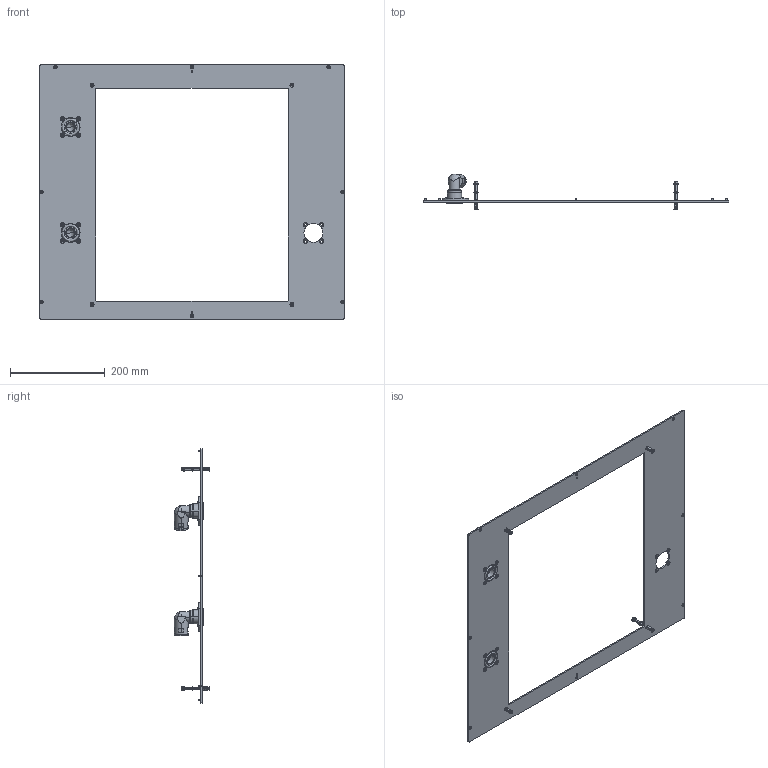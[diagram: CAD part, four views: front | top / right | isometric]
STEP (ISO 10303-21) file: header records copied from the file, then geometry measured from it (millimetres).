
FILE_DESCRIPTION (( 'STEP AP214' ), '1' );
FILE_NAME ('INGUN_113535.STEP', '2024-08-21T08:19:59', ( '' ), ( '' ), 'SwSTEP 2.0', 'SolidWorks 2021', '' );
FILE_SCHEMA (( 'AUTOMOTIVE_DESIGN' ));
Length unit declared in the file: millimetre
Products named in the file (14): 11240~0; INGUN_113535; SKB-II~skii_M4,0x10 St; 14042~0_S; DIN7991~n_M04,0x012; DIN7991~n_M04,0x010; 19420~3; 11657~0; 18061~0_S; 115453~0_S; DIN125~n_04,3 M04,0; DIN7991~n_M03,0x008 VA; 20949~0; 105149~4
Assembly tree (37 placements, depth 3):
  INGUN_113535
    105149~4
    18061~0_S  x4
      SKB-II~skii_M4,0x10 St
      DIN125~n_04,3 M04,0
      11240~0
      20949~0
      DIN7991~n_M04,0x012
    11657~0  x2
    19420~3  x2
    115453~0_S  x2
    14042~0_S  x2
    DIN7991~n_M03,0x008 VA  x8
    DIN7991~n_M04,0x010  x8
Bounding box: 646 x 75.2 x 538 mm (x, y, z)
Volume: 562189.4 mm3; surface area: 394265.7 mm2
Topology: 57 solids, 57 shells, 1394 faces, 3508 edges, 2234 vertices
Faces by surface type: cylinder 752, plane 278, cone 188, torus 160, bspline 16
Entity records: 18552 total; most frequent: CARTESIAN_POINT 7633, DIRECTION 2309, ORIENTED_EDGE 2068, EDGE_CURVE 1034, AXIS2_PLACEMENT_3D 960, VERTEX_POINT 657, CIRCLE 527, EDGE_LOOP 475
